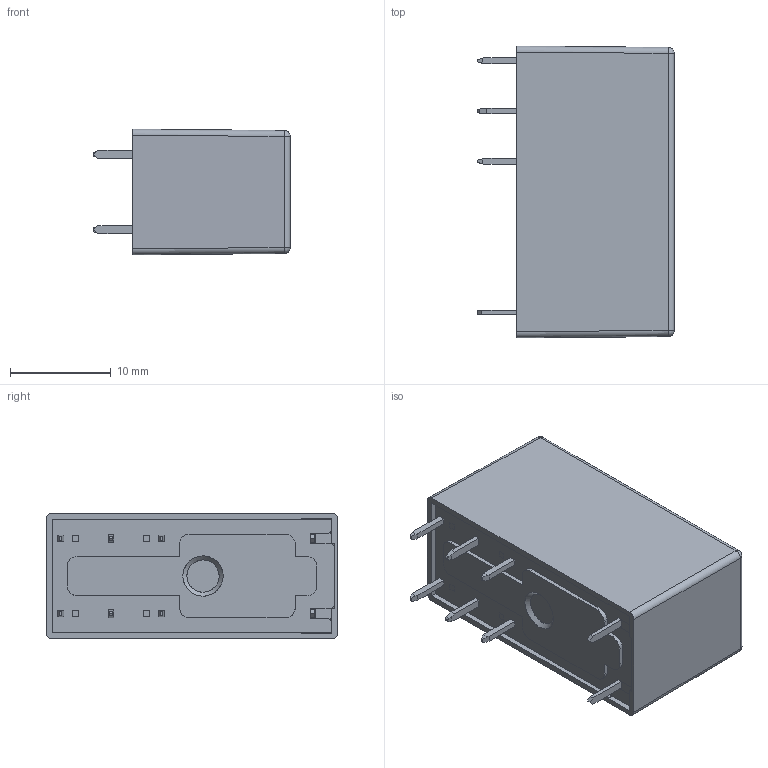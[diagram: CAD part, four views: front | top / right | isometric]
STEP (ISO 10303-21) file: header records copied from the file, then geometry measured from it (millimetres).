
FILE_DESCRIPTION(('STEP AP214'),'2;1');
FILE_NAME('4161 dc.stp','2011-08-30T11:52:40',(''),(''),'2007.1.106','THINKDESIGN','');
FILE_SCHEMA(('AUTOMOTIVE_DESIGN'));
Length unit declared in the file: millimetre
Products named in the file (1): None
Bounding box: 19.5 x 29 x 12.5 mm (x, y, z)
Surface area: 3249.6 mm2 (no closed solid volume)
Topology: 0 solids, 0 shells, 176 faces, 1017 edges, 1047 vertices
Faces by surface type: plane 95, bspline 49, cylinder 32
Full cylindrical faces by diameter (mm): 0.6 x1
Entity records: 11854 total; most frequent: CARTESIAN_POINT 4587, DIRECTION 1084, COMPOSITE_CURVE_SEGMENT 963, TRIMMED_CURVE 778, VECTOR 730, LINE 730, STYLED_ITEM 224, PRESENTATION_STYLE_ASSIGNMENT 224
